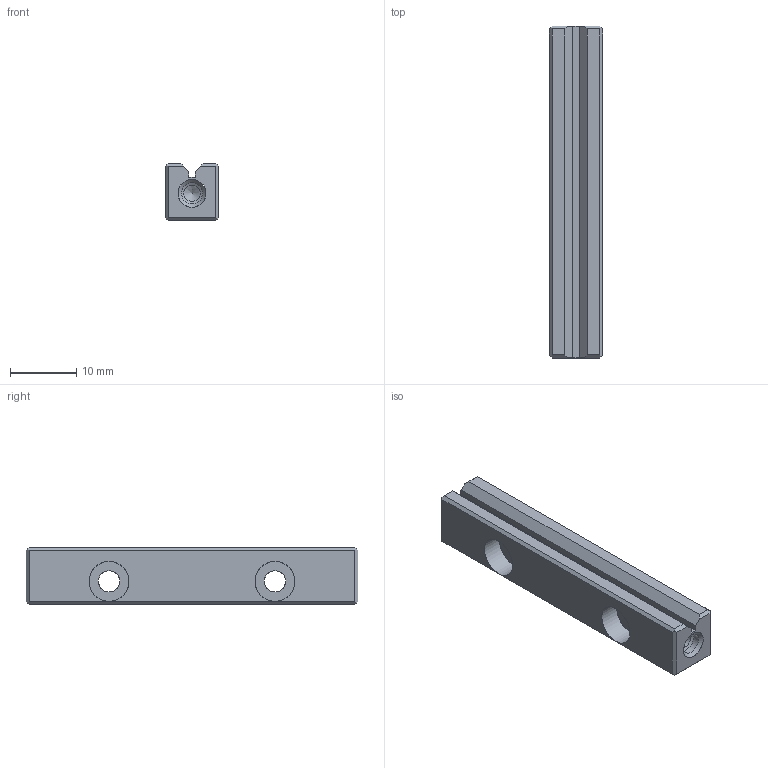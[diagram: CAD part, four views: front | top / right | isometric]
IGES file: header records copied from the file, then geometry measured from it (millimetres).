
Global section: file name: RSDE_3050_A.igs; native system: Unigraphics Version 17.0; preprocessor: UG/IGES Version 16.0; date: 021211.091729; units: millimetre
Bounding box: 8 x 50 x 8.6 mm (x, y, z)
Surface area: 2163.4 mm2 (no closed solid volume)
Topology: 0 solids, 0 shells, 44 faces, 364 edges, 351 vertices
Faces by surface type: extrusion 28, revolution 16
